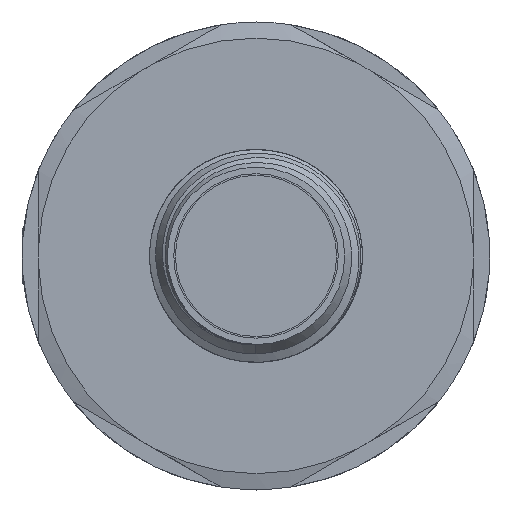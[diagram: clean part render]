
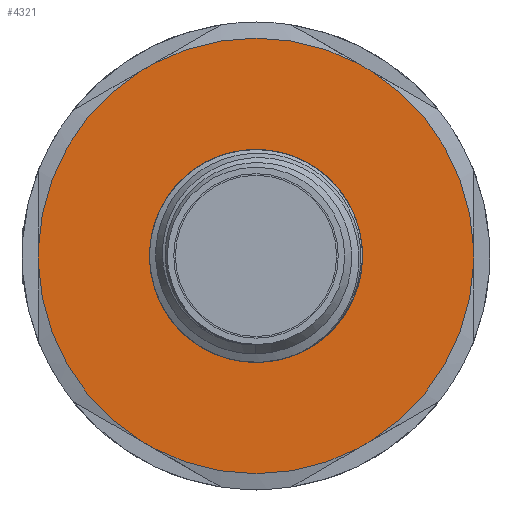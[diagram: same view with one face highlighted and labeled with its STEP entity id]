
A CAD part, left-side view. The second image highlights one B-rep face of the part: STEP entity #4321.
In plain terms, the highlighted planar face has unit normal (-1, 0, 0).
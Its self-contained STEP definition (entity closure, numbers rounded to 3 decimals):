
#168=PLANE('',#4896);
#221=FACE_BOUND('',#1403,.T.);
#582=LINE('',#16430,#767);
#583=LINE('',#16431,#768);
#584=LINE('',#16432,#769);
#585=LINE('',#16433,#770);
#586=LINE('',#16434,#771);
#587=LINE('',#16435,#772);
#767=VECTOR('',#6077,1000.);
#768=VECTOR('',#6078,1000.);
#769=VECTOR('',#6079,1000.);
#770=VECTOR('',#6080,1000.);
#771=VECTOR('',#6081,1000.);
#772=VECTOR('',#6082,1000.);
#1131=FACE_OUTER_BOUND('',#1402,.T.);
#1402=EDGE_LOOP('',(#3974,#3975,#3976,#3977,#3978,#3979,#3980,#3981,#3982,
#3983,#3984,#3985));
#1403=EDGE_LOOP('',(#3986,#3987));
#1650=CIRCLE('',#4823,5.5);
#1651=CIRCLE('',#4824,5.5);
#1679=CIRCLE('',#4871,13.508);
#1693=CIRCLE('',#4887,13.508);
#1694=CIRCLE('',#4889,13.508);
#1695=CIRCLE('',#4891,13.508);
#1696=CIRCLE('',#4893,13.508);
#1697=CIRCLE('',#4895,13.508);
#2091=VERTEX_POINT('',#15652);
#2092=VERTEX_POINT('',#15654);
#2134=VERTEX_POINT('',#16318);
#2135=VERTEX_POINT('',#16319);
#2161=VERTEX_POINT('',#16380);
#2162=VERTEX_POINT('',#16384);
#2163=VERTEX_POINT('',#16390);
#2164=VERTEX_POINT('',#16391);
#2165=VERTEX_POINT('',#16400);
#2166=VERTEX_POINT('',#16404);
#2167=VERTEX_POINT('',#16410);
#2168=VERTEX_POINT('',#16414);
#2169=VERTEX_POINT('',#16420);
#2170=VERTEX_POINT('',#16424);
#2681=EDGE_CURVE('',#2091,#2092,#1650,.T.);
#2682=EDGE_CURVE('',#2092,#2091,#1651,.T.);
#2745=EDGE_CURVE('',#2134,#2135,#1679,.T.);
#2775=EDGE_CURVE('',#2162,#2161,#1693,.T.);
#2777=EDGE_CURVE('',#2163,#2164,#1694,.T.);
#2781=EDGE_CURVE('',#2166,#2165,#1695,.T.);
#2784=EDGE_CURVE('',#2168,#2167,#1696,.T.);
#2787=EDGE_CURVE('',#2170,#2169,#1697,.T.);
#2789=EDGE_CURVE('',#2161,#2163,#582,.T.);
#2790=EDGE_CURVE('',#2164,#2170,#583,.T.);
#2791=EDGE_CURVE('',#2169,#2168,#584,.T.);
#2792=EDGE_CURVE('',#2167,#2134,#585,.T.);
#2793=EDGE_CURVE('',#2135,#2166,#586,.T.);
#2794=EDGE_CURVE('',#2165,#2162,#587,.T.);
#3974=ORIENTED_EDGE('',*,*,#2775,.T.);
#3975=ORIENTED_EDGE('',*,*,#2789,.T.);
#3976=ORIENTED_EDGE('',*,*,#2777,.T.);
#3977=ORIENTED_EDGE('',*,*,#2790,.T.);
#3978=ORIENTED_EDGE('',*,*,#2787,.T.);
#3979=ORIENTED_EDGE('',*,*,#2791,.T.);
#3980=ORIENTED_EDGE('',*,*,#2784,.T.);
#3981=ORIENTED_EDGE('',*,*,#2792,.T.);
#3982=ORIENTED_EDGE('',*,*,#2745,.T.);
#3983=ORIENTED_EDGE('',*,*,#2793,.T.);
#3984=ORIENTED_EDGE('',*,*,#2781,.T.);
#3985=ORIENTED_EDGE('',*,*,#2794,.T.);
#3986=ORIENTED_EDGE('',*,*,#2682,.F.);
#3987=ORIENTED_EDGE('',*,*,#2681,.F.);
#4321=ADVANCED_FACE('',(#1131,#221),#168,.T.);
#4823=AXIS2_PLACEMENT_3D('',#15655,#5905,#5906);
#4824=AXIS2_PLACEMENT_3D('',#15656,#5907,#5908);
#4871=AXIS2_PLACEMENT_3D('',#16320,#6012,#6013);
#4887=AXIS2_PLACEMENT_3D('',#16385,#6057,#6058);
#4889=AXIS2_PLACEMENT_3D('',#16392,#6061,#6062);
#4891=AXIS2_PLACEMENT_3D('',#16405,#6065,#6066);
#4893=AXIS2_PLACEMENT_3D('',#16415,#6069,#6070);
#4895=AXIS2_PLACEMENT_3D('',#16425,#6073,#6074);
#4896=AXIS2_PLACEMENT_3D('',#16429,#6075,#6076);
#5905=DIRECTION('center_axis',(-1.,0.,0.));
#5906=DIRECTION('ref_axis',(0.,0.,-1.));
#5907=DIRECTION('center_axis',(-1.,0.,0.));
#5908=DIRECTION('ref_axis',(0.,0.,-1.));
#6012=DIRECTION('center_axis',(-1.,0.,0.));
#6013=DIRECTION('ref_axis',(0.,0.,-1.));
#6057=DIRECTION('center_axis',(-1.,0.,0.));
#6058=DIRECTION('ref_axis',(0.,0.,-1.));
#6061=DIRECTION('center_axis',(-1.,0.,0.));
#6062=DIRECTION('ref_axis',(0.,0.,-1.));
#6065=DIRECTION('center_axis',(-1.,0.,0.));
#6066=DIRECTION('ref_axis',(0.,0.,-1.));
#6069=DIRECTION('center_axis',(-1.,0.,0.));
#6070=DIRECTION('ref_axis',(0.,0.,-1.));
#6073=DIRECTION('center_axis',(-1.,0.,0.));
#6074=DIRECTION('ref_axis',(0.,0.,-1.));
#6075=DIRECTION('center_axis',(-1.,0.,0.));
#6076=DIRECTION('ref_axis',(0.,0.,-1.));
#6077=DIRECTION('',(0.,-0.866,-0.5));
#6078=DIRECTION('',(0.,-0.866,0.5));
#6079=DIRECTION('',(0.,0.,1.));
#6080=DIRECTION('',(0.,0.866,0.5));
#6081=DIRECTION('',(0.,0.866,-0.5));
#6082=DIRECTION('',(0.,0.,-1.));
#15652=CARTESIAN_POINT('',(-6.304,0.,5.5));
#15654=CARTESIAN_POINT('',(-6.304,0.,-5.5));
#15655=CARTESIAN_POINT('Origin',(-6.304,0.,0.));
#15656=CARTESIAN_POINT('Origin',(-6.304,0.,0.));
#16318=CARTESIAN_POINT('',(-6.304,-6.354,11.92));
#16319=CARTESIAN_POINT('',(-6.304,6.354,11.92));
#16320=CARTESIAN_POINT('Origin',(-6.304,0.,0.));
#16380=CARTESIAN_POINT('',(-6.304,7.146,-11.463));
#16384=CARTESIAN_POINT('',(-6.304,13.5,-0.457));
#16385=CARTESIAN_POINT('Origin',(-6.304,0.,0.));
#16390=CARTESIAN_POINT('',(-6.304,6.354,-11.92));
#16391=CARTESIAN_POINT('',(-6.304,-6.354,-11.92));
#16392=CARTESIAN_POINT('Origin',(-6.304,0.,0.));
#16400=CARTESIAN_POINT('',(-6.304,13.5,0.457));
#16404=CARTESIAN_POINT('',(-6.304,7.146,11.463));
#16405=CARTESIAN_POINT('Origin',(-6.304,0.,0.));
#16410=CARTESIAN_POINT('',(-6.304,-7.146,11.463));
#16414=CARTESIAN_POINT('',(-6.304,-13.5,0.457));
#16415=CARTESIAN_POINT('Origin',(-6.304,0.,0.));
#16420=CARTESIAN_POINT('',(-6.304,-13.5,-0.457));
#16424=CARTESIAN_POINT('',(-6.304,-7.146,-11.463));
#16425=CARTESIAN_POINT('Origin',(-6.304,0.,0.));
#16429=CARTESIAN_POINT('Origin',(-6.304,0.,0.));
#16430=CARTESIAN_POINT('',(-6.304,6.75,-11.691));
#16431=CARTESIAN_POINT('',(-6.304,-6.75,-11.691));
#16432=CARTESIAN_POINT('',(-6.304,-13.5,0.));
#16433=CARTESIAN_POINT('',(-6.304,-6.75,11.691));
#16434=CARTESIAN_POINT('',(-6.304,6.75,11.691));
#16435=CARTESIAN_POINT('',(-6.304,13.5,0.));
